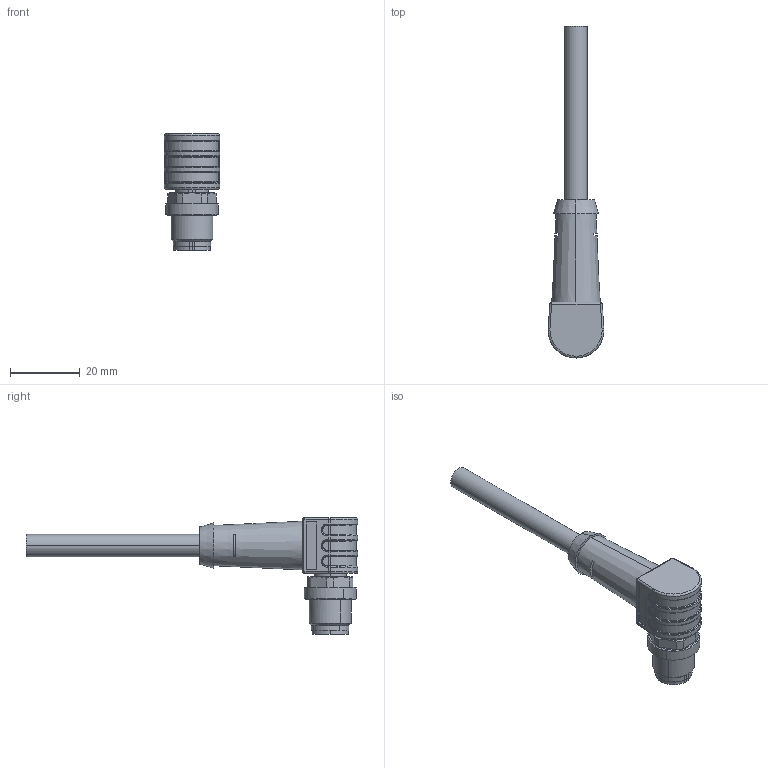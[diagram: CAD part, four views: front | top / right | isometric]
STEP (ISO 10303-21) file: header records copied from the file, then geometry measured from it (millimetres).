
FILE_DESCRIPTION(('CATIA V5 STEP Exchange','CAx-IF Rec.Pracs.--- Model Styling and Organization---1.4--- 2014-01-23'),'2;1');
FILE_NAME ('352241-2_0', '2023-02-27T06:33:35+00:00', ('none'), ('Weidmueller'), 'CATIA Version 5-6 Release 2016 SP3 HF44', 'CATIA V5 STEP AP214', 'none');
FILE_SCHEMA(('AUTOMOTIVE_DESIGN { 1 0 10303 214 1 1 1 1 }'));
Length unit declared in the file: millimetre
Products named in the file (1): 2455130100
Bounding box: 16 x 95.5 x 33.5 mm (x, y, z)
Volume: 10530.3 mm3; surface area: 6052.1 mm2
Topology: 11 solids, 11 shells, 383 faces, 1050 edges, 672 vertices
Faces by surface type: cylinder 121, plane 118, cone 46, torus 42, sphere 36, bspline 20
Entity records: 13061 total; most frequent: CARTESIAN_POINT 4389, ORIENTED_EDGE 2028, DIRECTION 1351, EDGE_CURVE 1014, AXIS2_PLACEMENT_3D 678, VERTEX_POINT 672, EDGE_LOOP 404, ADVANCED_FACE 383
